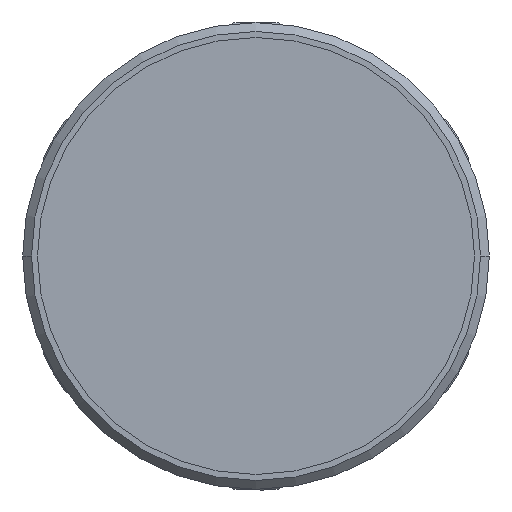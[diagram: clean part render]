
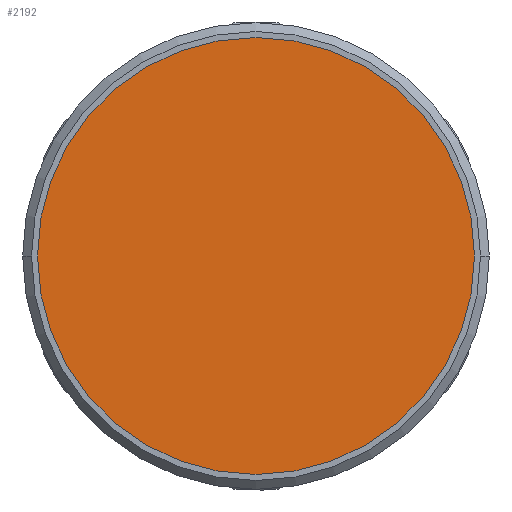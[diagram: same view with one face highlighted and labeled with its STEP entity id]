
A CAD part, front view. The second image highlights one B-rep face of the part: STEP entity #2192.
In plain terms, the highlighted planar face has unit normal (0, -1, 0).
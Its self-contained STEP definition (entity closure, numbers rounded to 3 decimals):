
#1085=CARTESIAN_POINT('',(0.,-2.75,0.));
#1086=DIRECTION('',(0.,1.,0.));
#1087=DIRECTION('',(1.,0.,0.));
#1088=AXIS2_PLACEMENT_3D('',#1085,#1086,#1087);
#1100=CARTESIAN_POINT('',(0.,-2.75,0.));
#1101=DIRECTION('',(0.,-1.,0.));
#1102=DIRECTION('',(1.,0.,0.));
#1103=AXIS2_PLACEMENT_3D('',#1100,#1101,#1102);
#1277=CARTESIAN_POINT('',(21.,-2.75,0.));
#1278=CARTESIAN_POINT('',(-21.,-2.75,0.));
#1279=VERTEX_POINT('',#1277);
#1280=VERTEX_POINT('',#1278);
#2183=CARTESIAN_POINT('',(0.,-2.75,0.));
#2184=DIRECTION('',(0.,1.,0.));
#2185=DIRECTION('',(1.,0.,0.));
#2186=AXIS2_PLACEMENT_3D('',#2183,#2184,#2185);
#2187=PLANE('',#2186);
#2188=ORIENTED_EDGE('',*,*,#2176,.F.);
#2189=ORIENTED_EDGE('',*,*,#2165,.T.);
#2190=EDGE_LOOP('',(#2188,#2189));
#2191=FACE_OUTER_BOUND('',#2190,.F.);
#1089=CIRCLE('',#1088,21.);
#1104=CIRCLE('',#1103,21.);
#2165=EDGE_CURVE('',#1279,#1280,#1089,.T.);
#2176=EDGE_CURVE('',#1279,#1280,#1104,.T.);
#2192=ADVANCED_FACE('',(#2191),#2187,.F.);
